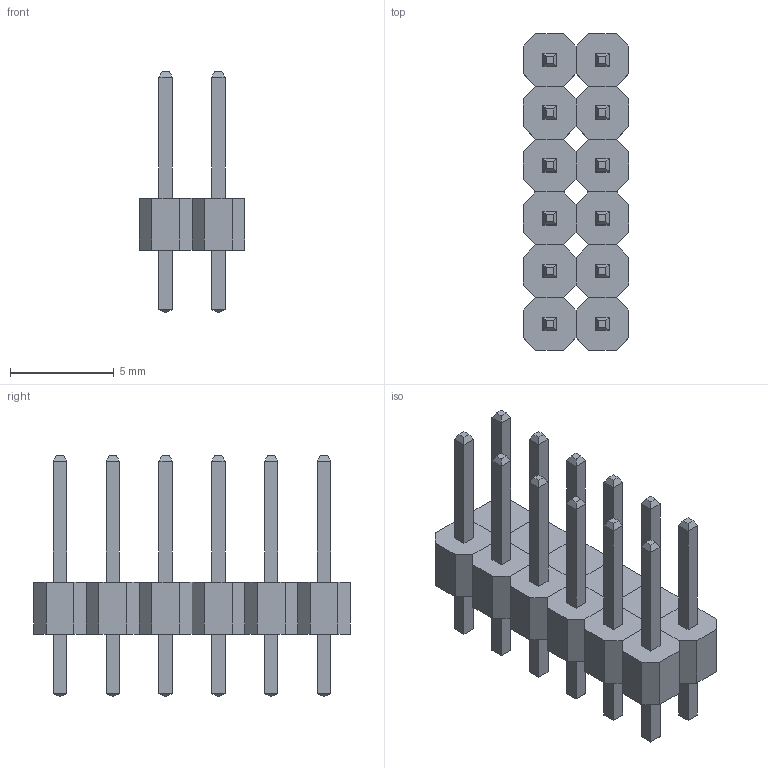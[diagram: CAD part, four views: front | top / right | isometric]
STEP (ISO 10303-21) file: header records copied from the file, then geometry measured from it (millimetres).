
FILE_DESCRIPTION (( 'STEP AP214' ), '1' );
FILE_NAME ('PLD-12.STEP', '2022-09-13T04:04:28', ( '' ), ( '' ), 'SwSTEP 2.0', 'SolidWorks 2019', '' );
FILE_SCHEMA (( 'AUTOMOTIVE_DESIGN' ));
Length unit declared in the file: millimetre
Products named in the file (1): PLD-12
Bounding box: 5.08 x 15.24 x 11.6 mm (x, y, z)
Volume: 215.7 mm3; surface area: 671.1 mm2
Topology: 12 solids, 12 shells, 336 faces, 768 edges, 480 vertices
Faces by surface type: plane 336
Entity records: 11633 total; most frequent: CARTESIAN_POINT 1585, ORIENTED_EDGE 1536, DIRECTION 1442, EDGE_CURVE 768, VECTOR 768, LINE 768, VERTEX_POINT 480, EDGE_LOOP 360
